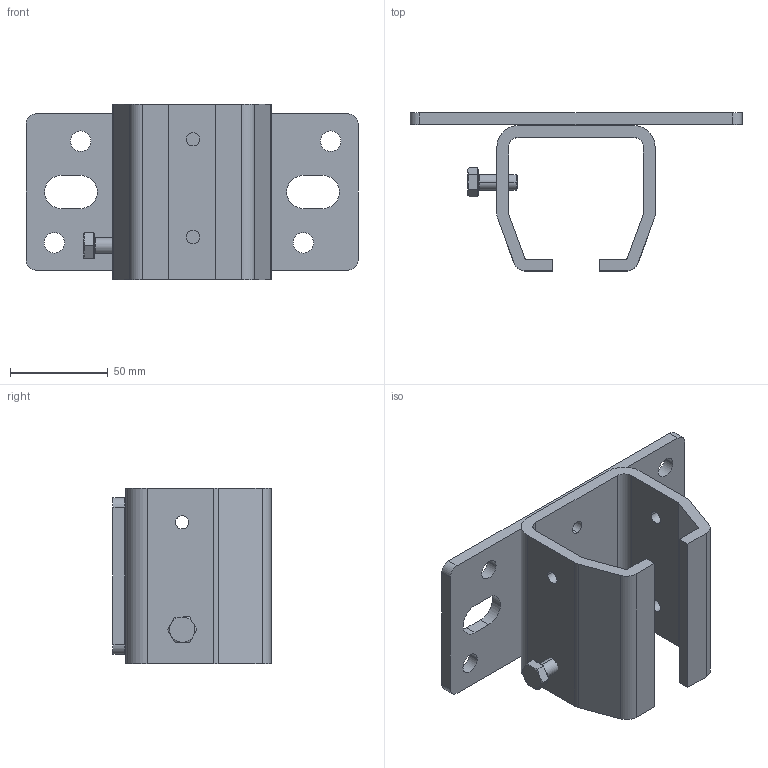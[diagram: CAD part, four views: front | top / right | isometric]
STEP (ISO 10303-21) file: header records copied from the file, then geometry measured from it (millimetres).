
FILE_DESCRIPTION (( 'STEP AP203' ), '1' );
FILE_NAME ('1.25.B02.STEP', '2019-05-28T05:33:28', ( '' ), ( '' ), 'SwSTEP 2.0', 'SolidWorks 2018', '' );
FILE_SCHEMA (( 'CONFIG_CONTROL_DESIGN' ));
Length unit declared in the file: millimetre
Products named in the file (1): 1.25.B02
Bounding box: 170 x 81 x 90 mm (x, y, z)
Volume: 204278.2 mm3; surface area: 78012.9 mm2
Topology: 3 solids, 3 shells, 120 faces, 306 edges, 199 vertices
Faces by surface type: cylinder 52, plane 46, torus 8, cone 8, sphere 6
Entity records: 3845 total; most frequent: CARTESIAN_POINT 694, DIRECTION 686, ORIENTED_EDGE 612, EDGE_CURVE 306, AXIS2_PLACEMENT_3D 271, VERTEX_POINT 199, EDGE_LOOP 151, CIRCLE 150
